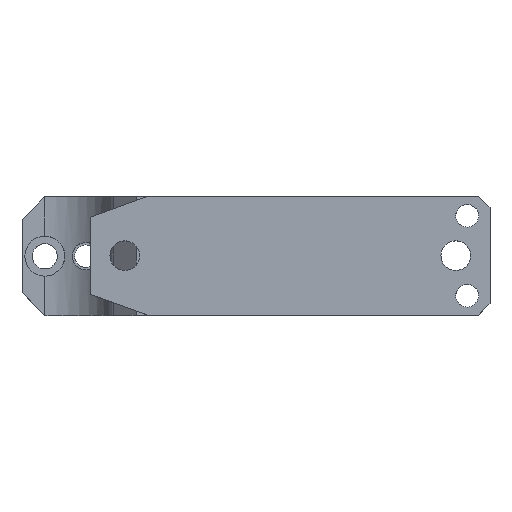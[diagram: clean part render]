
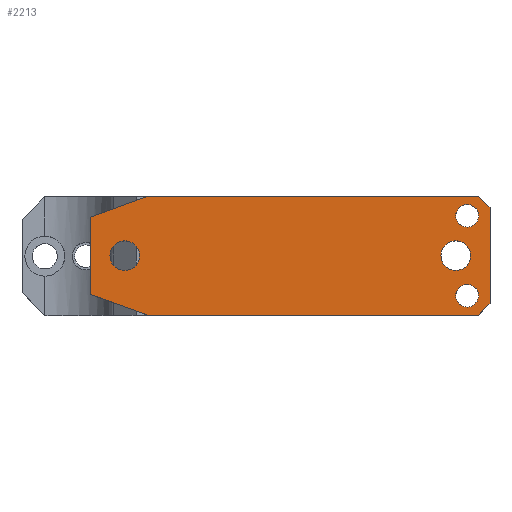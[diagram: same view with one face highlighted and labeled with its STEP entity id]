
A CAD part, top view. The second image highlights one B-rep face of the part: STEP entity #2213.
In plain terms, the highlighted planar face has unit normal (0, 0, 1).
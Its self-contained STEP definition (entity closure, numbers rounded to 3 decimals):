
#343=CARTESIAN_POINT('Vertex',(200.,0.,150.)) ;
#346=CARTESIAN_POINT('Line Origine',(127.5,0.,150.)) ;
#350=CARTESIAN_POINT('Vertex',(55.,0.,150.)) ;
#554=CARTESIAN_POINT('Vertex',(55.,52.,150.)) ;
#557=CARTESIAN_POINT('Line Origine',(127.5,52.,150.)) ;
#561=CARTESIAN_POINT('Vertex',(200.,52.,150.)) ;
#945=CARTESIAN_POINT('Vertex',(205.,5.,150.)) ;
#948=CARTESIAN_POINT('Line Origine',(202.5,2.5,150.)) ;
#993=CARTESIAN_POINT('Line Origine',(42.5,4.55,150.)) ;
#997=CARTESIAN_POINT('Vertex',(30.,9.099,150.)) ;
#1459=CARTESIAN_POINT('Vertex',(30.,42.901,150.)) ;
#1462=CARTESIAN_POINT('Line Origine',(42.5,47.45,150.)) ;
#1494=CARTESIAN_POINT('Line Origine',(202.5,49.5,150.)) ;
#1498=CARTESIAN_POINT('Vertex',(205.,47.,150.)) ;
#1551=CARTESIAN_POINT('Vertex',(190.,8.5,150.)) ;
#1554=CARTESIAN_POINT('Axis2P3D Location',(195.,8.5,150.)) ;
#1558=CARTESIAN_POINT('Vertex',(200.,8.5,150.)) ;
#1580=CARTESIAN_POINT('Control Point',(190.,8.5,150.)) ;
#1581=CARTESIAN_POINT('Control Point',(190.,9.285,150.)) ;
#1582=CARTESIAN_POINT('Control Point',(190.154,10.071,150.)) ;
#1583=CARTESIAN_POINT('Control Point',(190.463,10.816,150.)) ;
#1584=CARTESIAN_POINT('Control Point',(191.355,12.145,150.)) ;
#1585=CARTESIAN_POINT('Control Point',(192.684,13.037,150.)) ;
#1586=CARTESIAN_POINT('Control Point',(193.429,13.346,150.)) ;
#1587=CARTESIAN_POINT('Control Point',(195.,13.654,150.)) ;
#1588=CARTESIAN_POINT('Control Point',(196.571,13.346,150.)) ;
#1589=CARTESIAN_POINT('Control Point',(197.316,13.037,150.)) ;
#1590=CARTESIAN_POINT('Control Point',(198.645,12.145,150.)) ;
#1591=CARTESIAN_POINT('Control Point',(199.537,10.816,150.)) ;
#1592=CARTESIAN_POINT('Control Point',(199.846,10.071,150.)) ;
#1593=CARTESIAN_POINT('Control Point',(200.,9.285,150.)) ;
#1594=CARTESIAN_POINT('Control Point',(200.,8.5,150.)) ;
#1635=CARTESIAN_POINT('Line Origine',(205.,26.,150.)) ;
#1662=CARTESIAN_POINT('Vertex',(190.,43.5,150.)) ;
#1665=CARTESIAN_POINT('Axis2P3D Location',(195.,43.5,150.)) ;
#1669=CARTESIAN_POINT('Vertex',(200.,43.5,150.)) ;
#1691=CARTESIAN_POINT('Control Point',(190.,43.5,150.)) ;
#1692=CARTESIAN_POINT('Control Point',(190.,44.285,150.)) ;
#1693=CARTESIAN_POINT('Control Point',(190.154,45.071,150.)) ;
#1694=CARTESIAN_POINT('Control Point',(190.463,45.816,150.)) ;
#1695=CARTESIAN_POINT('Control Point',(191.355,47.145,150.)) ;
#1696=CARTESIAN_POINT('Control Point',(192.684,48.037,150.)) ;
#1697=CARTESIAN_POINT('Control Point',(193.429,48.346,150.)) ;
#1698=CARTESIAN_POINT('Control Point',(195.,48.654,150.)) ;
#1699=CARTESIAN_POINT('Control Point',(196.571,48.346,150.)) ;
#1700=CARTESIAN_POINT('Control Point',(197.316,48.037,150.)) ;
#1701=CARTESIAN_POINT('Control Point',(198.645,47.145,150.)) ;
#1702=CARTESIAN_POINT('Control Point',(199.537,45.816,150.)) ;
#1703=CARTESIAN_POINT('Control Point',(199.846,45.071,150.)) ;
#1704=CARTESIAN_POINT('Control Point',(200.,44.285,150.)) ;
#1705=CARTESIAN_POINT('Control Point',(200.,43.5,150.)) ;
#1720=CARTESIAN_POINT('Line Origine',(30.,26.,150.)) ;
#2086=CARTESIAN_POINT('Vertex',(38.5,26.,150.)) ;
#2089=CARTESIAN_POINT('Axis2P3D Location',(45.,26.,150.)) ;
#2093=CARTESIAN_POINT('Vertex',(51.5,26.,150.)) ;
#2113=CARTESIAN_POINT('Axis2P3D Location',(45.,26.,150.)) ;
#2143=CARTESIAN_POINT('Vertex',(183.5,26.,150.)) ;
#2146=CARTESIAN_POINT('Axis2P3D Location',(190.,26.,150.)) ;
#2150=CARTESIAN_POINT('Vertex',(196.5,26.,150.)) ;
#2170=CARTESIAN_POINT('Axis2P3D Location',(190.,26.,150.)) ;
#2182=CARTESIAN_POINT('Axis2P3D Location',(175.,0.,150.)) ;
#347=DIRECTION('Vector Direction',(-1.,0.,0.)) ;
#558=DIRECTION('Vector Direction',(-1.,0.,0.)) ;
#949=DIRECTION('Vector Direction',(-0.707,-0.707,0.)) ;
#994=DIRECTION('Vector Direction',(0.94,-0.342,0.)) ;
#1463=DIRECTION('Vector Direction',(-0.94,-0.342,0.)) ;
#1495=DIRECTION('Vector Direction',(-0.707,0.707,0.)) ;
#1555=DIRECTION('Axis2P3D Direction',(0.,0.,-1.)) ;
#1636=DIRECTION('Vector Direction',(0.,-1.,0.)) ;
#1666=DIRECTION('Axis2P3D Direction',(0.,0.,-1.)) ;
#1721=DIRECTION('Vector Direction',(0.,1.,0.)) ;
#2090=DIRECTION('Axis2P3D Direction',(0.,0.,1.)) ;
#2114=DIRECTION('Axis2P3D Direction',(0.,0.,1.)) ;
#2147=DIRECTION('Axis2P3D Direction',(0.,0.,1.)) ;
#2171=DIRECTION('Axis2P3D Direction',(0.,0.,1.)) ;
#2183=DIRECTION('Axis2P3D Direction',(0.,0.,1.)) ;
#2184=DIRECTION('Axis2P3D XDirection',(-1.,0.,0.)) ;
#1556=AXIS2_PLACEMENT_3D('Circle Axis2P3D',#1554,#1555,$) ;
#1667=AXIS2_PLACEMENT_3D('Circle Axis2P3D',#1665,#1666,$) ;
#2091=AXIS2_PLACEMENT_3D('Circle Axis2P3D',#2089,#2090,$) ;
#2115=AXIS2_PLACEMENT_3D('Circle Axis2P3D',#2113,#2114,$) ;
#2148=AXIS2_PLACEMENT_3D('Circle Axis2P3D',#2146,#2147,$) ;
#2172=AXIS2_PLACEMENT_3D('Circle Axis2P3D',#2170,#2171,$) ;
#2185=AXIS2_PLACEMENT_3D('Plane Axis2P3D',#2182,#2183,#2184) ;
#2188=ORIENTED_EDGE('',*,*,#1466,.T.) ;
#2189=ORIENTED_EDGE('',*,*,#1724,.F.) ;
#2190=ORIENTED_EDGE('',*,*,#999,.T.) ;
#2191=ORIENTED_EDGE('',*,*,#352,.F.) ;
#2192=ORIENTED_EDGE('',*,*,#952,.F.) ;
#2193=ORIENTED_EDGE('',*,*,#1639,.F.) ;
#2194=ORIENTED_EDGE('',*,*,#1500,.T.) ;
#2195=ORIENTED_EDGE('',*,*,#563,.T.) ;
#2198=ORIENTED_EDGE('',*,*,#2174,.F.) ;
#2199=ORIENTED_EDGE('',*,*,#2152,.F.) ;
#2202=ORIENTED_EDGE('',*,*,#1595,.T.) ;
#2203=ORIENTED_EDGE('',*,*,#1560,.T.) ;
#2206=ORIENTED_EDGE('',*,*,#1706,.T.) ;
#2207=ORIENTED_EDGE('',*,*,#1671,.T.) ;
#2210=ORIENTED_EDGE('',*,*,#2095,.F.) ;
#2211=ORIENTED_EDGE('',*,*,#2117,.F.) ;
#2200=FACE_BOUND('',#2197,.T.) ;
#2204=FACE_BOUND('',#2201,.T.) ;
#2208=FACE_BOUND('',#2205,.T.) ;
#2212=FACE_BOUND('',#2209,.T.) ;
#348=VECTOR('Line Direction',#347,1.) ;
#559=VECTOR('Line Direction',#558,1.) ;
#950=VECTOR('Line Direction',#949,1.) ;
#995=VECTOR('Line Direction',#994,1.) ;
#1464=VECTOR('Line Direction',#1463,1.) ;
#1496=VECTOR('Line Direction',#1495,1.) ;
#1637=VECTOR('Line Direction',#1636,1.) ;
#1722=VECTOR('Line Direction',#1721,1.) ;
#2213=ADVANCED_FACE('CAM HOLDER',(#2196,#2200,#2204,#2208,#2212),#2186,.T.) ;
#1579=B_SPLINE_CURVE_WITH_KNOTS('',5,(#1580,#1581,#1582,#1583,#1584,#1585,#1586,#1587,#1588,#1589,#1590,#1591,#1592,#1593,#1594),.UNSPECIFIED.,.F.,.U.,(6,3,3,3,6),(-7.854,-3.927,0.,3.927,7.854),.UNSPECIFIED.) ;
#1690=B_SPLINE_CURVE_WITH_KNOTS('',5,(#1691,#1692,#1693,#1694,#1695,#1696,#1697,#1698,#1699,#1700,#1701,#1702,#1703,#1704,#1705),.UNSPECIFIED.,.F.,.U.,(6,3,3,3,6),(-7.854,-3.927,0.,3.927,7.854),.UNSPECIFIED.) ;
#1557=CIRCLE('generated circle',#1556,5.) ;
#1668=CIRCLE('generated circle',#1667,5.) ;
#2092=CIRCLE('generated circle',#2091,6.5) ;
#2116=CIRCLE('generated circle',#2115,6.5) ;
#2149=CIRCLE('generated circle',#2148,6.5) ;
#2173=CIRCLE('generated circle',#2172,6.5) ;
#352=EDGE_CURVE('',#344,#351,#349,.T.) ;
#563=EDGE_CURVE('',#562,#555,#560,.T.) ;
#952=EDGE_CURVE('',#946,#344,#951,.T.) ;
#999=EDGE_CURVE('',#998,#351,#996,.T.) ;
#1466=EDGE_CURVE('',#555,#1460,#1465,.T.) ;
#1500=EDGE_CURVE('',#1499,#562,#1497,.T.) ;
#1560=EDGE_CURVE('',#1559,#1552,#1557,.T.) ;
#1595=EDGE_CURVE('',#1552,#1559,#1579,.T.) ;
#1639=EDGE_CURVE('',#1499,#946,#1638,.T.) ;
#1671=EDGE_CURVE('',#1670,#1663,#1668,.T.) ;
#1706=EDGE_CURVE('',#1663,#1670,#1690,.T.) ;
#1724=EDGE_CURVE('',#998,#1460,#1723,.T.) ;
#2095=EDGE_CURVE('',#2087,#2094,#2092,.T.) ;
#2117=EDGE_CURVE('',#2094,#2087,#2116,.T.) ;
#2152=EDGE_CURVE('',#2144,#2151,#2149,.T.) ;
#2174=EDGE_CURVE('',#2151,#2144,#2173,.T.) ;
#2187=EDGE_LOOP('',(#2188,#2189,#2190,#2191,#2192,#2193,#2194,#2195)) ;
#2197=EDGE_LOOP('',(#2198,#2199)) ;
#2201=EDGE_LOOP('',(#2202,#2203)) ;
#2205=EDGE_LOOP('',(#2206,#2207)) ;
#2209=EDGE_LOOP('',(#2210,#2211)) ;
#2196=FACE_OUTER_BOUND('',#2187,.T.) ;
#349=LINE('Line',#346,#348) ;
#560=LINE('Line',#557,#559) ;
#951=LINE('Line',#948,#950) ;
#996=LINE('Line',#993,#995) ;
#1465=LINE('Line',#1462,#1464) ;
#1497=LINE('Line',#1494,#1496) ;
#1638=LINE('Line',#1635,#1637) ;
#1723=LINE('Line',#1720,#1722) ;
#2186=PLANE('Plane',#2185) ;
#344=VERTEX_POINT('',#343) ;
#351=VERTEX_POINT('',#350) ;
#555=VERTEX_POINT('',#554) ;
#562=VERTEX_POINT('',#561) ;
#946=VERTEX_POINT('',#945) ;
#998=VERTEX_POINT('',#997) ;
#1460=VERTEX_POINT('',#1459) ;
#1499=VERTEX_POINT('',#1498) ;
#1552=VERTEX_POINT('',#1551) ;
#1559=VERTEX_POINT('',#1558) ;
#1663=VERTEX_POINT('',#1662) ;
#1670=VERTEX_POINT('',#1669) ;
#2087=VERTEX_POINT('',#2086) ;
#2094=VERTEX_POINT('',#2093) ;
#2144=VERTEX_POINT('',#2143) ;
#2151=VERTEX_POINT('',#2150) ;
